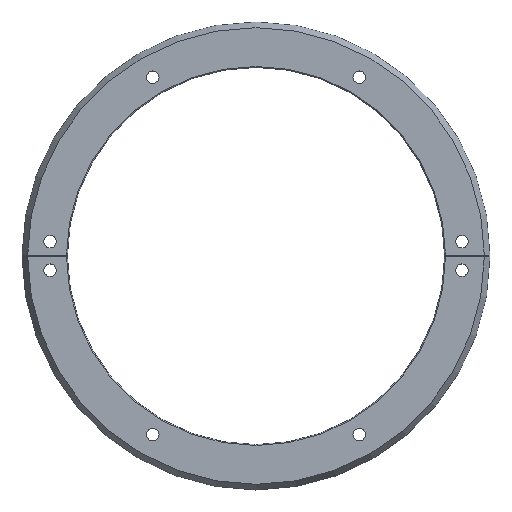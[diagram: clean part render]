
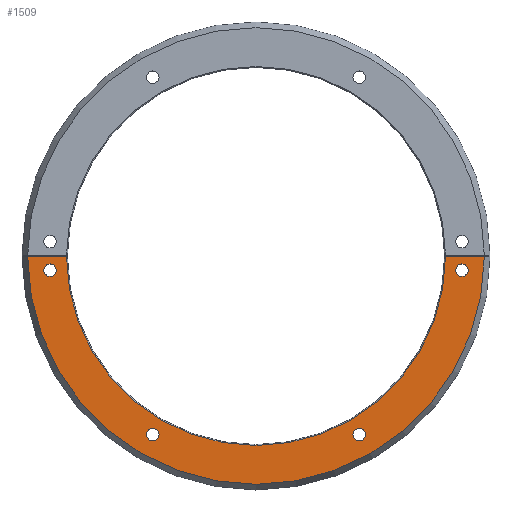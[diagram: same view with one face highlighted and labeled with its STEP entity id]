
A CAD part, top view. The second image highlights one B-rep face of the part: STEP entity #1509.
In plain terms, the highlighted planar face has unit normal (0, 0, 1).
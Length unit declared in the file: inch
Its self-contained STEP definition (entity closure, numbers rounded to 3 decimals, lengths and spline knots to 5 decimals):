
#7 = VERTEX_POINT ( 'NONE', #144 ) ;
#16 = EDGE_LOOP ( 'NONE', ( #471, #1002, #268, #1385 ) ) ;
#19 = CARTESIAN_POINT ( 'NONE',  ( -7.01399, -0.5, 0. ) ) ;
#21 = CARTESIAN_POINT ( 'NONE',  ( 3.40625, -6.27868, 0. ) ) ;
#39 = CIRCLE ( 'NONE', #915, 0.21875 ) ;
#46 = CARTESIAN_POINT ( 'NONE',  ( 7.45149, -0.5, 0. ) ) ;
#59 = CIRCLE ( 'NONE', #310, 6.65625 ) ;
#92 = EDGE_LOOP ( 'NONE', ( #932, #725 ) ) ;
#132 = CIRCLE ( 'NONE', #555, 0.21875 ) ;
#141 = CARTESIAN_POINT ( 'NONE',  ( 3.625, -6.27868, 0. ) ) ;
#144 = CARTESIAN_POINT ( 'NONE',  ( 6.65618, -0.03125, 0. ) ) ;
#186 = AXIS2_PLACEMENT_3D ( 'NONE', #1112, #644, #1258 ) ;
#187 = DIRECTION ( 'NONE',  ( 1., 0., 0. ) ) ;
#216 = CARTESIAN_POINT ( 'NONE',  ( -7.23274, -0.5, 0. ) ) ;
#223 = EDGE_CURVE ( 'NONE', #1370, #497, #1215, .T. ) ;
#228 = CIRCLE ( 'NONE', #1486, 0.21875 ) ;
#229 = DIRECTION ( 'NONE',  ( 1., 0., 0. ) ) ;
#239 = DIRECTION ( 'NONE',  ( 0., 0., -1. ) ) ;
#255 = CARTESIAN_POINT ( 'NONE',  ( -3.625, -6.27868, 0. ) ) ;
#268 = ORIENTED_EDGE ( 'NONE', *, *, #464, .T. ) ;
#291 = AXIS2_PLACEMENT_3D ( 'NONE', #1352, #1266, #1234 ) ;
#303 = FACE_BOUND ( 'NONE', #507, .T. ) ;
#310 = AXIS2_PLACEMENT_3D ( 'NONE', #1479, #386, #871 ) ;
#317 = EDGE_CURVE ( 'NONE', #497, #1370, #406, .T. ) ;
#353 = AXIS2_PLACEMENT_3D ( 'NONE', #216, #694, #1091 ) ;
#356 = CIRCLE ( 'NONE', #935, 0.21875 ) ;
#380 = VERTEX_POINT ( 'NONE', #1220 ) ;
#386 = DIRECTION ( 'NONE',  ( 0., 0., -1. ) ) ;
#391 = DIRECTION ( 'NONE',  ( 1., 0., 0. ) ) ;
#406 = CIRCLE ( 'NONE', #353, 0.21875 ) ;
#417 = EDGE_CURVE ( 'NONE', #380, #985, #132, .T. ) ;
#454 = CIRCLE ( 'NONE', #995, 0.21875 ) ;
#464 = EDGE_CURVE ( 'NONE', #7, #1096, #59, .T. ) ;
#470 = CARTESIAN_POINT ( 'NONE',  ( -3.84375, -6.27868, 0. ) ) ;
#471 = ORIENTED_EDGE ( 'NONE', *, *, #1302, .T. ) ;
#483 = VERTEX_POINT ( 'NONE', #46 ) ;
#485 = VECTOR ( 'NONE', #229, 39.37008 ) ;
#497 = VERTEX_POINT ( 'NONE', #1023 ) ;
#507 = EDGE_LOOP ( 'NONE', ( #567, #1495 ) ) ;
#513 = DIRECTION ( 'NONE',  ( 1., 0., 0. ) ) ;
#514 = DIRECTION ( 'NONE',  ( 0., 0., -1. ) ) ;
#519 = FACE_BOUND ( 'NONE', #976, .T. ) ;
#530 = AXIS2_PLACEMENT_3D ( 'NONE', #837, #1418, #953 ) ;
#555 = AXIS2_PLACEMENT_3D ( 'NONE', #141, #1100, #513 ) ;
#567 = ORIENTED_EDGE ( 'NONE', *, *, #1087, .T. ) ;
#582 = CIRCLE ( 'NONE', #1092, 8.01956 ) ;
#598 = ORIENTED_EDGE ( 'NONE', *, *, #1543, .T. ) ;
#620 = VERTEX_POINT ( 'NONE', #1166 ) ;
#641 = ORIENTED_EDGE ( 'NONE', *, *, #417, .T. ) ;
#644 = DIRECTION ( 'NONE',  ( 0., 0., -1. ) ) ;
#682 = VERTEX_POINT ( 'NONE', #1086 ) ;
#694 = DIRECTION ( 'NONE',  ( 0., 0., -1. ) ) ;
#700 = DIRECTION ( 'NONE',  ( 1., 0., 0. ) ) ;
#725 = ORIENTED_EDGE ( 'NONE', *, *, #317, .T. ) ;
#739 = CARTESIAN_POINT ( 'NONE',  ( -8.0195, -0.03125, 0. ) ) ;
#748 = DIRECTION ( 'NONE',  ( 0., 0., -1. ) ) ;
#750 = FACE_BOUND ( 'NONE', #92, .T. ) ;
#763 = VERTEX_POINT ( 'NONE', #739 ) ;
#782 = CARTESIAN_POINT ( 'NONE',  ( 8.0195, -0.03125, 0. ) ) ;
#813 = EDGE_CURVE ( 'NONE', #620, #483, #356, .T. ) ;
#815 = VECTOR ( 'NONE', #700, 39.37008 ) ;
#828 = CARTESIAN_POINT ( 'NONE',  ( -8.21875, -0.03125, 0. ) ) ;
#837 = CARTESIAN_POINT ( 'NONE',  ( -7.23274, -0.5, 0. ) ) ;
#870 = FACE_OUTER_BOUND ( 'NONE', #16, .T. ) ;
#871 = DIRECTION ( 'NONE',  ( -1., 0., 0. ) ) ;
#902 = EDGE_CURVE ( 'NONE', #483, #620, #1218, .T. ) ;
#907 = ORIENTED_EDGE ( 'NONE', *, *, #813, .T. ) ;
#915 = AXIS2_PLACEMENT_3D ( 'NONE', #255, #239, #1194 ) ;
#932 = ORIENTED_EDGE ( 'NONE', *, *, #223, .T. ) ;
#935 = AXIS2_PLACEMENT_3D ( 'NONE', #1020, #748, #391 ) ;
#953 = DIRECTION ( 'NONE',  ( 1., 0., 0. ) ) ;
#963 = DIRECTION ( 'NONE',  ( 1., 0., 0. ) ) ;
#976 = EDGE_LOOP ( 'NONE', ( #1034, #907 ) ) ;
#981 = DIRECTION ( 'NONE',  ( 0., 0., 1. ) ) ;
#985 = VERTEX_POINT ( 'NONE', #21 ) ;
#995 = AXIS2_PLACEMENT_3D ( 'NONE', #1481, #514, #187 ) ;
#1002 = ORIENTED_EDGE ( 'NONE', *, *, #1226, .F. ) ;
#1005 = DIRECTION ( 'NONE',  ( 1., 0., 0. ) ) ;
#1020 = CARTESIAN_POINT ( 'NONE',  ( 7.23274, -0.5, 0. ) ) ;
#1022 = PLANE ( 'NONE',  #291 ) ;
#1023 = CARTESIAN_POINT ( 'NONE',  ( -7.45149, -0.5, 0. ) ) ;
#1024 = CARTESIAN_POINT ( 'NONE',  ( -6.65618, -0.03125, 0. ) ) ;
#1034 = ORIENTED_EDGE ( 'NONE', *, *, #902, .T. ) ;
#1044 = LINE ( 'NONE', #1170, #815 ) ;
#1053 = VERTEX_POINT ( 'NONE', #470 ) ;
#1086 = CARTESIAN_POINT ( 'NONE',  ( -3.40625, -6.27868, 0. ) ) ;
#1087 = EDGE_CURVE ( 'NONE', #682, #1053, #454, .T. ) ;
#1091 = DIRECTION ( 'NONE',  ( 1., 0., 0. ) ) ;
#1092 = AXIS2_PLACEMENT_3D ( 'NONE', #1332, #981, #963 ) ;
#1096 = VERTEX_POINT ( 'NONE', #1024 ) ;
#1100 = DIRECTION ( 'NONE',  ( 0., 0., -1. ) ) ;
#1112 = CARTESIAN_POINT ( 'NONE',  ( 7.23274, -0.5, 0. ) ) ;
#1166 = CARTESIAN_POINT ( 'NONE',  ( 7.01399, -0.5, 0. ) ) ;
#1170 = CARTESIAN_POINT ( 'NONE',  ( -8.21875, -0.03125, 0. ) ) ;
#1194 = DIRECTION ( 'NONE',  ( 1., 0., 0. ) ) ;
#1215 = CIRCLE ( 'NONE', #530, 0.21875 ) ;
#1218 = CIRCLE ( 'NONE', #186, 0.21875 ) ;
#1220 = CARTESIAN_POINT ( 'NONE',  ( 3.84375, -6.27868, 0. ) ) ;
#1226 = EDGE_CURVE ( 'NONE', #7, #1502, #1044, .T. ) ;
#1234 = DIRECTION ( 'NONE',  ( -1., 0., 0. ) ) ;
#1258 = DIRECTION ( 'NONE',  ( 1., 0., 0. ) ) ;
#1266 = DIRECTION ( 'NONE',  ( 0., 0., -1. ) ) ;
#1302 = EDGE_CURVE ( 'NONE', #763, #1502, #582, .T. ) ;
#1324 = EDGE_CURVE ( 'NONE', #1053, #682, #39, .T. ) ;
#1332 = CARTESIAN_POINT ( 'NONE',  ( 0., 0., 0. ) ) ;
#1352 = CARTESIAN_POINT ( 'NONE',  ( 0., 6.625, 0. ) ) ;
#1370 = VERTEX_POINT ( 'NONE', #19 ) ;
#1382 = FACE_BOUND ( 'NONE', #1534, .T. ) ;
#1385 = ORIENTED_EDGE ( 'NONE', *, *, #1415, .F. ) ;
#1415 = EDGE_CURVE ( 'NONE', #763, #1096, #1463, .T. ) ;
#1418 = DIRECTION ( 'NONE',  ( 0., 0., -1. ) ) ;
#1463 = LINE ( 'NONE', #828, #485 ) ;
#1478 = DIRECTION ( 'NONE',  ( 0., 0., -1. ) ) ;
#1479 = CARTESIAN_POINT ( 'NONE',  ( 0., 0., 0. ) ) ;
#1481 = CARTESIAN_POINT ( 'NONE',  ( -3.625, -6.27868, 0. ) ) ;
#1486 = AXIS2_PLACEMENT_3D ( 'NONE', #1488, #1478, #1005 ) ;
#1488 = CARTESIAN_POINT ( 'NONE',  ( 3.625, -6.27868, 0. ) ) ;
#1495 = ORIENTED_EDGE ( 'NONE', *, *, #1324, .T. ) ;
#1502 = VERTEX_POINT ( 'NONE', #782 ) ;
#1509 = ADVANCED_FACE ( 'NONE', ( #750, #1382, #519, #303, #870 ), #1022, .F. ) ;
#1534 = EDGE_LOOP ( 'NONE', ( #641, #598 ) ) ;
#1543 = EDGE_CURVE ( 'NONE', #985, #380, #228, .T. ) ;
